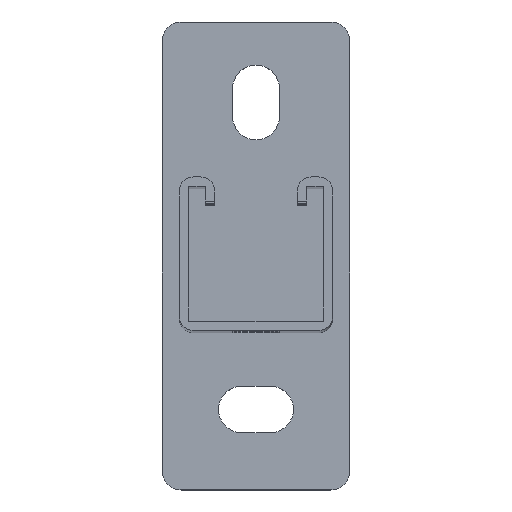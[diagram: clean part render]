
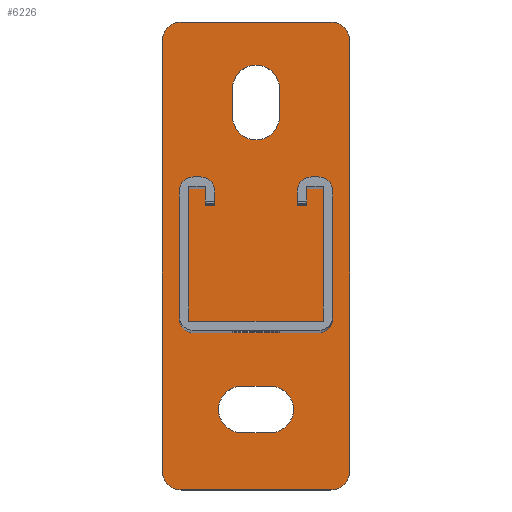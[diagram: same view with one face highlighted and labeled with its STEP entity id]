
A CAD part, top view. The second image highlights one B-rep face of the part: STEP entity #6226.
In plain terms, the highlighted planar face has unit normal (0, 0, 1).
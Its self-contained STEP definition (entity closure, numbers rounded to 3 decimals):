
#4 = VERTEX_POINT ( 'NONE', #8269 ) ;
#34 = DIRECTION ( 'NONE',  ( 0., 0., 1. ) ) ;
#142 = CARTESIAN_POINT ( 'NONE',  ( -25., -57.5, 0. ) ) ;
#179 = CARTESIAN_POINT ( 'NONE',  ( -3.75, -41., 0. ) ) ;
#317 = AXIS2_PLACEMENT_3D ( 'NONE', #14168, #10782, #16020 ) ;
#493 = PLANE ( 'NONE',  #1586 ) ;
#543 = CARTESIAN_POINT ( 'NONE',  ( 20., -62.5, 0. ) ) ;
#644 = LINE ( 'NONE', #18685, #20361 ) ;
#685 = LINE ( 'NONE', #8546, #18473 ) ;
#1100 = VERTEX_POINT ( 'NONE', #3281 ) ;
#1445 = ORIENTED_EDGE ( 'NONE', *, *, #19588, .T. ) ;
#1487 = VERTEX_POINT ( 'NONE', #8012 ) ;
#1586 = AXIS2_PLACEMENT_3D ( 'NONE', #19987, #14718, #4110 ) ;
#1982 = DIRECTION ( 'NONE',  ( 1., 0., 0. ) ) ;
#2034 = VERTEX_POINT ( 'NONE', #3011 ) ;
#2251 = VERTEX_POINT ( 'NONE', #4339 ) ;
#2401 = CIRCLE ( 'NONE', #13510, 6.25 ) ;
#2494 = AXIS2_PLACEMENT_3D ( 'NONE', #10716, #34, #5254 ) ;
#2589 = VECTOR ( 'NONE', #20398, 1000. ) ;
#2771 = CIRCLE ( 'NONE', #13651, 6.25 ) ;
#3007 = FACE_BOUND ( 'NONE', #9455, .T. ) ;
#3011 = CARTESIAN_POINT ( 'NONE',  ( 25., 57.5, 0. ) ) ;
#3021 = EDGE_CURVE ( 'NONE', #9683, #4976, #685, .T. ) ;
#3281 = CARTESIAN_POINT ( 'NONE',  ( 20., 62.5, 0. ) ) ;
#3304 = CARTESIAN_POINT ( 'NONE',  ( -20., -62.5, 0. ) ) ;
#3478 = DIRECTION ( 'NONE',  ( 0., 0., 1. ) ) ;
#3624 = ORIENTED_EDGE ( 'NONE', *, *, #7142, .F. ) ;
#3724 = VERTEX_POINT ( 'NONE', #13468 ) ;
#3986 = VERTEX_POINT ( 'NONE', #142 ) ;
#4110 = DIRECTION ( 'NONE',  ( 1., 0., 0. ) ) ;
#4190 = CARTESIAN_POINT ( 'NONE',  ( -20., -57.5, 0. ) ) ;
#4200 = CIRCLE ( 'NONE', #17838, 5. ) ;
#4339 = CARTESIAN_POINT ( 'NONE',  ( -3.75, -34.75, 0. ) ) ;
#4361 = ORIENTED_EDGE ( 'NONE', *, *, #5977, .F. ) ;
#4976 = VERTEX_POINT ( 'NONE', #543 ) ;
#5004 = CARTESIAN_POINT ( 'NONE',  ( 6.25, 44.75, 0. ) ) ;
#5254 = DIRECTION ( 'NONE',  ( 1., 0., 0. ) ) ;
#5257 = DIRECTION ( 'NONE',  ( 1., 0., 0. ) ) ;
#5364 = CARTESIAN_POINT ( 'NONE',  ( -20., 62.5, 0. ) ) ;
#5384 = CIRCLE ( 'NONE', #21094, 6.25 ) ;
#5411 = DIRECTION ( 'NONE',  ( 1., 0., 0. ) ) ;
#5958 = DIRECTION ( 'NONE',  ( 0., 0., 1. ) ) ;
#5977 = EDGE_CURVE ( 'NONE', #3724, #10249, #2771, .T. ) ;
#5995 = EDGE_CURVE ( 'NONE', #4976, #12310, #11115, .T. ) ;
#6226 = ADVANCED_FACE ( 'NONE', ( #3007, #15233, #6351 ), #493, .T. ) ;
#6351 = FACE_OUTER_BOUND ( 'NONE', #17303, .T. ) ;
#6366 = VERTEX_POINT ( 'NONE', #18007 ) ;
#7142 = EDGE_CURVE ( 'NONE', #6366, #20935, #2401, .T. ) ;
#7203 = LINE ( 'NONE', #9822, #16081 ) ;
#7248 = EDGE_CURVE ( 'NONE', #2251, #1487, #19065, .T. ) ;
#7514 = LINE ( 'NONE', #16065, #8084 ) ;
#7646 = DIRECTION ( 'NONE',  ( 0., -1., 0. ) ) ;
#7950 = VERTEX_POINT ( 'NONE', #14696 ) ;
#7992 = CARTESIAN_POINT ( 'NONE',  ( -25., 62.5, 0. ) ) ;
#7995 = CIRCLE ( 'NONE', #317, 5. ) ;
#8012 = CARTESIAN_POINT ( 'NONE',  ( -3.75, -47.25, 0. ) ) ;
#8056 = ORIENTED_EDGE ( 'NONE', *, *, #17296, .T. ) ;
#8084 = VECTOR ( 'NONE', #12357, 1000. ) ;
#8269 = CARTESIAN_POINT ( 'NONE',  ( -6.25, 44.75, 0. ) ) ;
#8435 = DIRECTION ( 'NONE',  ( 1., 0., 0. ) ) ;
#8505 = ORIENTED_EDGE ( 'NONE', *, *, #7248, .F. ) ;
#8546 = CARTESIAN_POINT ( 'NONE',  ( -25., -62.5, 0. ) ) ;
#9305 = ORIENTED_EDGE ( 'NONE', *, *, #20983, .F. ) ;
#9441 = CARTESIAN_POINT ( 'NONE',  ( -25., 62.5, 0. ) ) ;
#9455 = EDGE_LOOP ( 'NONE', ( #8505, #9720, #19520, #3624, #9305 ) ) ;
#9601 = LINE ( 'NONE', #17735, #17892 ) ;
#9629 = DIRECTION ( 'NONE',  ( 1., 0., 0. ) ) ;
#9683 = VERTEX_POINT ( 'NONE', #3304 ) ;
#9701 = EDGE_CURVE ( 'NONE', #12310, #2034, #12363, .T. ) ;
#9720 = ORIENTED_EDGE ( 'NONE', *, *, #9827, .F. ) ;
#9822 = CARTESIAN_POINT ( 'NONE',  ( -3.75, -47.25, 0. ) ) ;
#9827 = EDGE_CURVE ( 'NONE', #15710, #2251, #9601, .T. ) ;
#9894 = DIRECTION ( 'NONE',  ( 1., 0., 0. ) ) ;
#9946 = EDGE_CURVE ( 'NONE', #7950, #3986, #18474, .T. ) ;
#10205 = CARTESIAN_POINT ( 'NONE',  ( 25., -57.5, 0. ) ) ;
#10249 = VERTEX_POINT ( 'NONE', #22603 ) ;
#10274 = ORIENTED_EDGE ( 'NONE', *, *, #5995, .T. ) ;
#10345 = VERTEX_POINT ( 'NONE', #5004 ) ;
#10473 = CARTESIAN_POINT ( 'NONE',  ( 25., 62.5, 0. ) ) ;
#10530 = ORIENTED_EDGE ( 'NONE', *, *, #18032, .F. ) ;
#10557 = CARTESIAN_POINT ( 'NONE',  ( 3.75, -41., 0. ) ) ;
#10594 = ORIENTED_EDGE ( 'NONE', *, *, #3021, .T. ) ;
#10716 = CARTESIAN_POINT ( 'NONE',  ( 20., -57.5, 0. ) ) ;
#10782 = DIRECTION ( 'NONE',  ( 0., 0., 1. ) ) ;
#11004 = VERTEX_POINT ( 'NONE', #5364 ) ;
#11014 = DIRECTION ( 'NONE',  ( 0., 0., 1. ) ) ;
#11115 = CIRCLE ( 'NONE', #2494, 5. ) ;
#11517 = AXIS2_PLACEMENT_3D ( 'NONE', #21835, #5958, #5411 ) ;
#12127 = ORIENTED_EDGE ( 'NONE', *, *, #22018, .T. ) ;
#12310 = VERTEX_POINT ( 'NONE', #10205 ) ;
#12357 = DIRECTION ( 'NONE',  ( 0., -1., 0. ) ) ;
#12363 = LINE ( 'NONE', #10473, #15411 ) ;
#12406 = EDGE_CURVE ( 'NONE', #4, #3724, #7514, .T. ) ;
#12637 = VECTOR ( 'NONE', #7646, 1000. ) ;
#13060 = CARTESIAN_POINT ( 'NONE',  ( 10., -41., 0. ) ) ;
#13468 = CARTESIAN_POINT ( 'NONE',  ( -6.25, 37.25, 0. ) ) ;
#13510 = AXIS2_PLACEMENT_3D ( 'NONE', #10557, #3478, #5257 ) ;
#13558 = ORIENTED_EDGE ( 'NONE', *, *, #9946, .T. ) ;
#13649 = ORIENTED_EDGE ( 'NONE', *, *, #12406, .F. ) ;
#13651 = AXIS2_PLACEMENT_3D ( 'NONE', #13954, #22870, #16027 ) ;
#13718 = DIRECTION ( 'NONE',  ( 0., 1., 0. ) ) ;
#13774 = DIRECTION ( 'NONE',  ( 0., 0., 1. ) ) ;
#13890 = DIRECTION ( 'NONE',  ( 1., 0., 0. ) ) ;
#13954 = CARTESIAN_POINT ( 'NONE',  ( 0., 37.25, 0. ) ) ;
#14168 = CARTESIAN_POINT ( 'NONE',  ( 20., 57.5, 0. ) ) ;
#14629 = DIRECTION ( 'NONE',  ( 0., 0., 1. ) ) ;
#14696 = CARTESIAN_POINT ( 'NONE',  ( -25., 57.5, 0. ) ) ;
#14708 = ORIENTED_EDGE ( 'NONE', *, *, #21992, .T. ) ;
#14718 = DIRECTION ( 'NONE',  ( 0., 0., 1. ) ) ;
#15116 = CARTESIAN_POINT ( 'NONE',  ( 3.75, -41., 0. ) ) ;
#15233 = FACE_BOUND ( 'NONE', #22574, .T. ) ;
#15411 = VECTOR ( 'NONE', #13718, 1000. ) ;
#15710 = VERTEX_POINT ( 'NONE', #22558 ) ;
#16020 = DIRECTION ( 'NONE',  ( 1., 0., 0. ) ) ;
#16027 = DIRECTION ( 'NONE',  ( 1., 0., 0. ) ) ;
#16065 = CARTESIAN_POINT ( 'NONE',  ( -6.25, 44.75, 0. ) ) ;
#16081 = VECTOR ( 'NONE', #9894, 1000. ) ;
#16885 = ORIENTED_EDGE ( 'NONE', *, *, #9701, .T. ) ;
#17296 = EDGE_CURVE ( 'NONE', #1100, #11004, #19537, .T. ) ;
#17303 = EDGE_LOOP ( 'NONE', ( #13558, #1445, #10594, #10274, #16885, #12127, #8056, #14708 ) ) ;
#17735 = CARTESIAN_POINT ( 'NONE',  ( -3.75, -34.75, 0. ) ) ;
#17838 = AXIS2_PLACEMENT_3D ( 'NONE', #4190, #14629, #21589 ) ;
#17892 = VECTOR ( 'NONE', #22937, 1000. ) ;
#18007 = CARTESIAN_POINT ( 'NONE',  ( 3.75, -47.25, 0. ) ) ;
#18030 = EDGE_CURVE ( 'NONE', #10345, #4, #5384, .T. ) ;
#18032 = EDGE_CURVE ( 'NONE', #10249, #10345, #644, .T. ) ;
#18370 = ORIENTED_EDGE ( 'NONE', *, *, #18030, .F. ) ;
#18473 = VECTOR ( 'NONE', #13890, 1000. ) ;
#18474 = LINE ( 'NONE', #9441, #12637 ) ;
#18685 = CARTESIAN_POINT ( 'NONE',  ( 6.25, 44.75, 0. ) ) ;
#18756 = DIRECTION ( 'NONE',  ( 0., 1., 0. ) ) ;
#19017 = AXIS2_PLACEMENT_3D ( 'NONE', #179, #11014, #1982 ) ;
#19065 = CIRCLE ( 'NONE', #19017, 6.25 ) ;
#19213 = CARTESIAN_POINT ( 'NONE',  ( 0., 44.75, 0. ) ) ;
#19374 = CIRCLE ( 'NONE', #11517, 5. ) ;
#19520 = ORIENTED_EDGE ( 'NONE', *, *, #21567, .F. ) ;
#19537 = LINE ( 'NONE', #7992, #2589 ) ;
#19588 = EDGE_CURVE ( 'NONE', #3986, #9683, #4200, .T. ) ;
#19987 = CARTESIAN_POINT ( 'NONE',  ( 0., 0., 0. ) ) ;
#20164 = DIRECTION ( 'NONE',  ( 0., 0., 1. ) ) ;
#20361 = VECTOR ( 'NONE', #18756, 1000. ) ;
#20398 = DIRECTION ( 'NONE',  ( -1., 0., 0. ) ) ;
#20935 = VERTEX_POINT ( 'NONE', #13060 ) ;
#20983 = EDGE_CURVE ( 'NONE', #1487, #6366, #7203, .T. ) ;
#20989 = AXIS2_PLACEMENT_3D ( 'NONE', #15116, #20164, #9629 ) ;
#21094 = AXIS2_PLACEMENT_3D ( 'NONE', #19213, #13774, #8435 ) ;
#21567 = EDGE_CURVE ( 'NONE', #20935, #15710, #22997, .T. ) ;
#21589 = DIRECTION ( 'NONE',  ( 1., 0., 0. ) ) ;
#21835 = CARTESIAN_POINT ( 'NONE',  ( -20., 57.5, 0. ) ) ;
#21992 = EDGE_CURVE ( 'NONE', #11004, #7950, #19374, .T. ) ;
#22018 = EDGE_CURVE ( 'NONE', #2034, #1100, #7995, .T. ) ;
#22558 = CARTESIAN_POINT ( 'NONE',  ( 3.75, -34.75, 0. ) ) ;
#22574 = EDGE_LOOP ( 'NONE', ( #18370, #10530, #4361, #13649 ) ) ;
#22603 = CARTESIAN_POINT ( 'NONE',  ( 6.25, 37.25, 0. ) ) ;
#22870 = DIRECTION ( 'NONE',  ( 0., 0., 1. ) ) ;
#22937 = DIRECTION ( 'NONE',  ( -1., 0., 0. ) ) ;
#22997 = CIRCLE ( 'NONE', #20989, 6.25 ) ;
